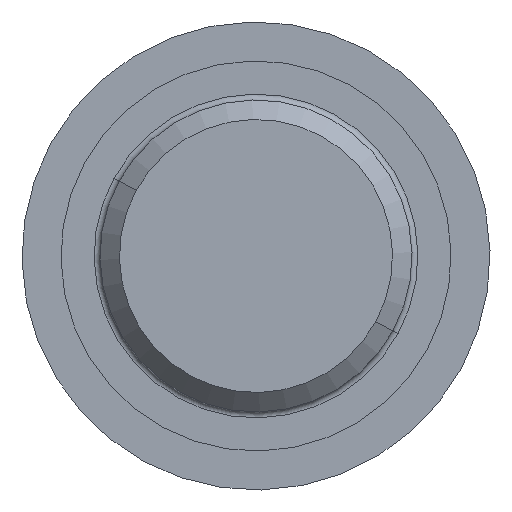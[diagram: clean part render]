
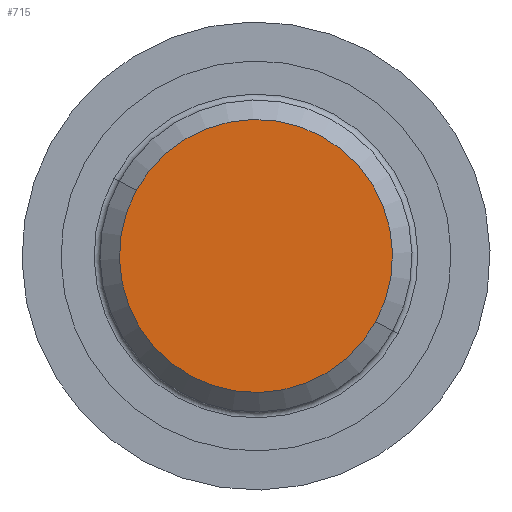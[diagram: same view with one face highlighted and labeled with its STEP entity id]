
A CAD part, front view. The second image highlights one B-rep face of the part: STEP entity #715.
In plain terms, the highlighted planar face has unit normal (0, -1, 0).
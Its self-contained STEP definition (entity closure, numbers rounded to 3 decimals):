
#667=CARTESIAN_POINT('Vertex',(15.358,-176.,-8.39)) ;
#670=CARTESIAN_POINT('Axis2P3D Location',(0.,-176.,0.)) ;
#674=CARTESIAN_POINT('Vertex',(-15.358,-176.,8.39)) ;
#694=CARTESIAN_POINT('Axis2P3D Location',(0.,-176.,0.)) ;
#706=CARTESIAN_POINT('Axis2P3D Location',(0.,-176.,0.)) ;
#671=DIRECTION('Axis2P3D Direction',(0.,1.,0.)) ;
#695=DIRECTION('Axis2P3D Direction',(0.,1.,0.)) ;
#707=DIRECTION('Axis2P3D Direction',(0.,1.,0.)) ;
#708=DIRECTION('Axis2P3D XDirection',(1.,0.,0.)) ;
#672=AXIS2_PLACEMENT_3D('Circle Axis2P3D',#670,#671,$) ;
#696=AXIS2_PLACEMENT_3D('Circle Axis2P3D',#694,#695,$) ;
#709=AXIS2_PLACEMENT_3D('Plane Axis2P3D',#706,#707,#708) ;
#712=ORIENTED_EDGE('',*,*,#676,.F.) ;
#713=ORIENTED_EDGE('',*,*,#698,.F.) ;
#715=ADVANCED_FACE('PartBody',(#714),#710,.F.) ;
#673=CIRCLE('generated circle',#672,17.5) ;
#697=CIRCLE('generated circle',#696,17.5) ;
#676=EDGE_CURVE('',#668,#675,#673,.T.) ;
#698=EDGE_CURVE('',#675,#668,#697,.T.) ;
#711=EDGE_LOOP('',(#712,#713)) ;
#714=FACE_OUTER_BOUND('',#711,.T.) ;
#710=PLANE('',#709) ;
#668=VERTEX_POINT('',#667) ;
#675=VERTEX_POINT('',#674) ;
